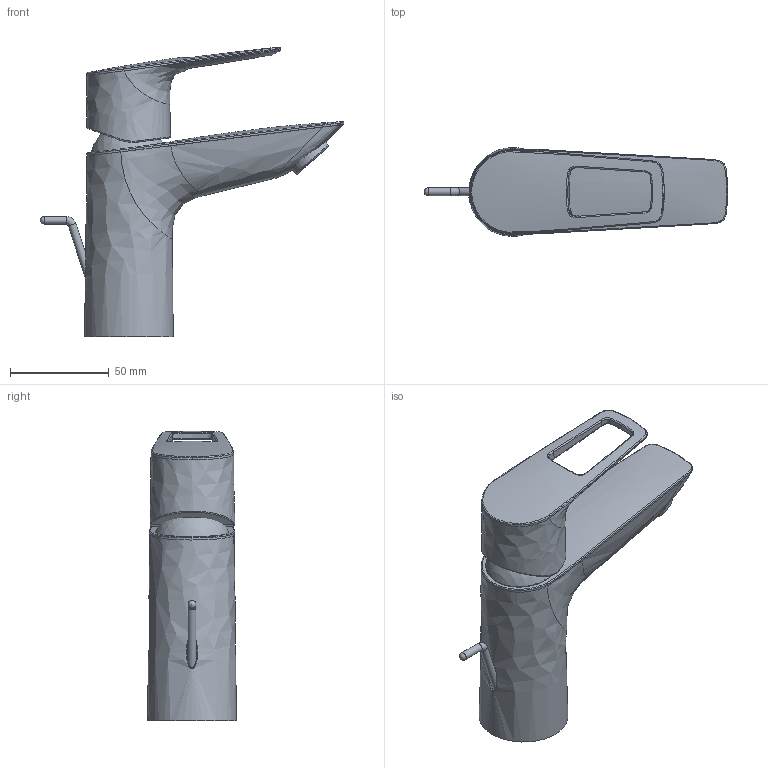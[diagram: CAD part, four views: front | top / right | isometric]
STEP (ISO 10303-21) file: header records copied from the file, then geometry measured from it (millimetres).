
FILE_DESCRIPTION(/* description */ ('Unknown'),/* implementation_level */ '2;1');
FILE_NAME(/* name */ '23335001',/* time_stamp */ '2022-09-09T05:41:55+02:00',/* author */ ('Unknown'),/* organization */ ('GROHE AG'),/* preprocessor_version */ 'ST-DEVELOPER v16.7',/* originating_system */ 'DEX',/* authorisation */ $);
FILE_SCHEMA (('AUTOMOTIVE_DESIGN {1 0 10303 214 3 1 1}'));
Products named in the file (3): 23335001; id11; 40.2951.24300
Assembly tree (2 placements, depth 2):
  23335001
    id11
    40.2951.24300
Bounding box: 154.01 x 44.99 x 146.63 mm (x, y, z)
Volume: 58201.7 mm3; surface area: 55387.3 mm2
Topology: 1 solids, 30 shells, 407 faces, 2232 edges, 1768 vertices
Faces by surface type: cylinder 165, plane 148, bspline 69, cone 19, torus 3, sphere 3
Full cylindrical faces by diameter (mm): 4 x2, 5 x1, 15.7 x1, 16.831 x1, 17.75 x1, 20.15 x1, 23.87 x1, 24.5 x1
Entity records: 54740 total; most frequent: CARTESIAN_POINT 39261, ORIENTED_EDGE 2816, DIRECTION 2623, EDGE_CURVE 2192, VERTEX_POINT 1754, LINE 1371, VECTOR 1371, AXIS2_PLACEMENT_3D 626
